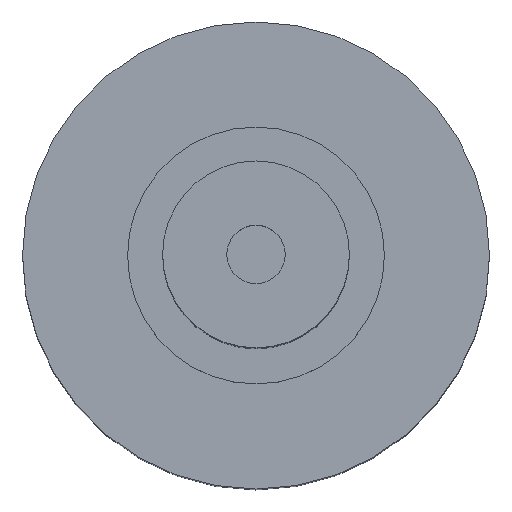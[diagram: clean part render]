
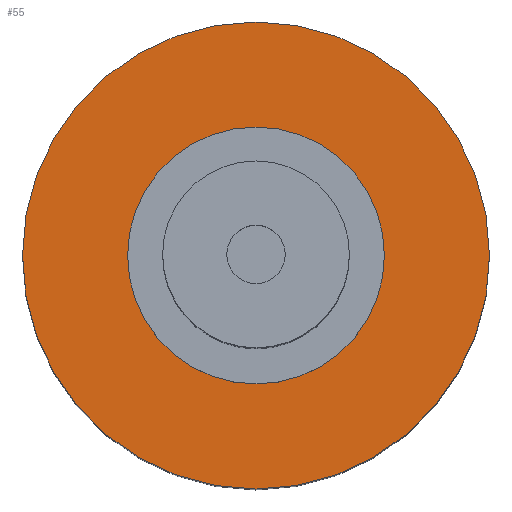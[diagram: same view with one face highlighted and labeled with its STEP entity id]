
A CAD part, top view. The second image highlights one B-rep face of the part: STEP entity #55.
In plain terms, the highlighted planar face has unit normal (0, 0, 1).
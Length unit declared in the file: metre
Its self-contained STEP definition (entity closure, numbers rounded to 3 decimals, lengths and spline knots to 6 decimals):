
#55 = ADVANCED_FACE( '', ( #118, #119 ), #120, .T. );
#118 = FACE_OUTER_BOUND( '', #191, .T. );
#119 = FACE_BOUND( '', #192, .T. );
#120 = PLANE( '', #193 );
#191 = EDGE_LOOP( '', ( #272 ) );
#192 = EDGE_LOOP( '', ( #273 ) );
#193 = AXIS2_PLACEMENT_3D( '', #274, #275, #276 );
#272 = ORIENTED_EDGE( '', *, *, #333, .T. );
#273 = ORIENTED_EDGE( '', *, *, #349, .F. );
#274 = CARTESIAN_POINT( '', ( -0.00775, 0., -0.001 ) );
#275 = DIRECTION( '', ( 0., 0., 1. ) );
#276 = DIRECTION( '', ( 1., 0., 0. ) );
#333 = EDGE_CURVE( '', #367, #367, #368, .T. );
#349 = EDGE_CURVE( '', #392, #392, #393, .T. );
#367 = VERTEX_POINT( '', #416 );
#368 = CIRCLE( '', #417, 0.01 );
#392 = VERTEX_POINT( '', #441 );
#393 = CIRCLE( '', #442, 0.0055 );
#416 = CARTESIAN_POINT( '', ( 0.01, 0., -0.001 ) );
#417 = AXIS2_PLACEMENT_3D( '', #465, #466, #467 );
#441 = CARTESIAN_POINT( '', ( 0.0055, 0., -0.001 ) );
#442 = AXIS2_PLACEMENT_3D( '', #492, #493, #494 );
#465 = CARTESIAN_POINT( '', ( 0., 0., -0.001 ) );
#466 = DIRECTION( '', ( 0., 0., 1. ) );
#467 = DIRECTION( '', ( 1., 0., 0. ) );
#492 = CARTESIAN_POINT( '', ( 0., 0., -0.001 ) );
#493 = DIRECTION( '', ( 0., 0., 1. ) );
#494 = DIRECTION( '', ( 1., 0., 0. ) );
